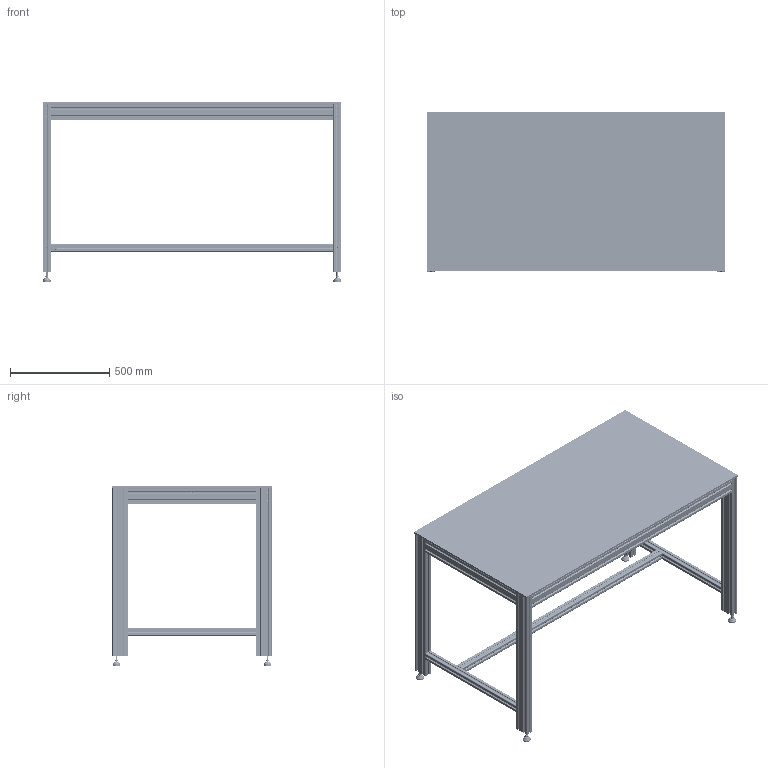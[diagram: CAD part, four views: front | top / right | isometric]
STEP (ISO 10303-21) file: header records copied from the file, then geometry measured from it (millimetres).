
FILE_DESCRIPTION(('STEP AP203'),'1');
FILE_NAME('ERGO08E6417.stp','2024-03-14T15:12:44',(' '),(' '),'Spatial InterOp 3D',' ',' ');
FILE_SCHEMA(('CONFIG_CONTROL_DESIGN'));
Length unit declared in the file: millimetre
Products named in the file (32): Pied D40 M8x90 PA noir; Tige avec Ecrou type 1; Ecrou bas hexagonal M8; Socle Type 1; Poste de travail fixe; Kit Equerre plateau; insert M5-6; Kit de fixation; Vis BHC - M6x16; Écrou 8 St M6; Vis BHC - M5x8; Equerre plateau; Stratifié compact 10mm, blanc; Fixation universelle 8 40 Zn; Écrou 8 St M8; Vis BHC - M8x30; Noix Universelle 8 D20; Fixation standard 8 40 Zn ESD; Vis BHC - M8x20; agrafe 8-40; Profilé 8 40x40 E; Profilé 8 80x40 E
Assembly tree (63 placements, depth 4):
  Poste de travail fixe
    Pied D40 M8x90 PA noir  x4
      Tige avec Ecrou type 1
      Ecrou bas hexagonal M8
      Socle Type 1
    Kit Equerre plateau  x8
      insert M5-6
      Kit de fixation
        Vis BHC - M6x16
        Écrou 8 St M6
      Vis BHC - M5x8
      Equerre plateau
    Stratifié compact 10mm, blanc
    Fixation universelle 8 40 Zn  x2
      Écrou 8 St M8
      Vis BHC - M8x30
      Noix Universelle 8 D20
    Fixation standard 8 40 Zn ESD  x22
      Vis BHC - M8x20
      agrafe 8-40
    Profilé 8 40x40 E
    Profilé 8 40x40 E
    Profilé 8 40x40 E
    Profilé 8 40x40 E
    Profilé 8 80x40 E
    Profilé 8 80x40 E
    Profilé 8 80x40 E
    Profilé 8 80x40 E
    Profilé 8 80x40 E
    Profilé 8 80x40 E
    Profilé 8 80x40 E
    Profilé 8 80x40 E
Bounding box: 1500 x 800 x 900 mm (x, y, z)
Volume: 21123198 mm3; surface area: 11625208.7 mm2
Topology: 115 solids, 115 shells, 8260 faces, 23849 edges, 15805 vertices
Faces by surface type: plane 5478, cylinder 2550, cone 184, sphere 48
Full cylindrical faces by diameter (mm): 4 x10, 4.2 x8, 5 x24, 5.5 x8, 6 x16, 6.78 x46, 6.8 x58, 7 x74, 8 x64, 8.2 x2, 9 x22, 14.3 x2, 19.7 x2, 20 x2, 39 x4
Entity records: 177662 total; most frequent: CARTESIAN_POINT 36192, ORIENTED_EDGE 28790, DIRECTION 27820, EDGE_CURVE 14395, LINE 9984, VECTOR 9984, VERTEX_POINT 9678, AXIS2_PLACEMENT_3D 8918
